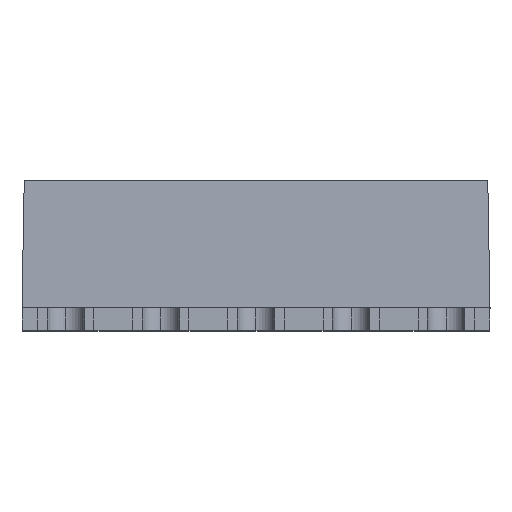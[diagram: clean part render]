
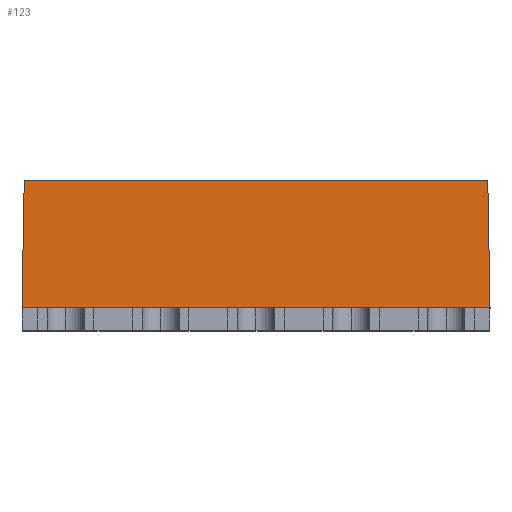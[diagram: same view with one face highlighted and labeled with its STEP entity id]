
A CAD part, top view. The second image highlights one B-rep face of the part: STEP entity #123.
In plain terms, the highlighted planar face has unit normal (0, 0.018, 1).
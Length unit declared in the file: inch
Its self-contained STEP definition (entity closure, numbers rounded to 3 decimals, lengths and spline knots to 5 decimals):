
#18 = FACE_OUTER_BOUND ( 'NONE', #2541, .T. ) ;
#82 = ORIENTED_EDGE ( 'NONE', *, *, #291, .T. ) ;
#123 = ADVANCED_FACE ( 'NONE', ( #18 ), #2111, .T. ) ;
#162 = EDGE_CURVE ( 'NONE', #2524, #538, #698, .T. ) ;
#168 = ORIENTED_EDGE ( 'NONE', *, *, #1488, .F. ) ;
#201 = DIRECTION ( 'NONE',  ( 0., 0.017, 1. ) ) ;
#291 = EDGE_CURVE ( 'NONE', #1823, #2604, #2400, .T. ) ;
#396 = DIRECTION ( 'NONE',  ( 0.017, -1., 0.017 ) ) ;
#538 = VERTEX_POINT ( 'NONE', #2635 ) ;
#559 = DIRECTION ( 'NONE',  ( -1., 0., 0. ) ) ;
#578 = CARTESIAN_POINT ( 'NONE',  ( -0.24606, 0.02362, 0.33465 ) ) ;
#698 = LINE ( 'NONE', #2730, #2740 ) ;
#702 = VECTOR ( 'NONE', #1246, 39.37008 ) ;
#768 = DIRECTION ( 'NONE',  ( -1., 0., 0. ) ) ;
#790 = ORIENTED_EDGE ( 'NONE', *, *, #2693, .T. ) ;
#836 = VECTOR ( 'NONE', #768, 39.37008 ) ;
#1023 = CARTESIAN_POINT ( 'NONE',  ( -0.24586, 0.0353, 0.33444 ) ) ;
#1163 = DIRECTION ( 'NONE',  ( 0., 1., -0.017 ) ) ;
#1246 = DIRECTION ( 'NONE',  ( -0.017, -1., 0.017 ) ) ;
#1459 = CARTESIAN_POINT ( 'NONE',  ( -0.24606, 0.02362, 0.33465 ) ) ;
#1488 = EDGE_CURVE ( 'NONE', #538, #2604, #2706, .T. ) ;
#1634 = CARTESIAN_POINT ( 'NONE',  ( -0.24606, 0.02362, 0.33465 ) ) ;
#1819 = CARTESIAN_POINT ( 'NONE',  ( -0.24373, 0.15748, 0.33231 ) ) ;
#1823 = VERTEX_POINT ( 'NONE', #1819 ) ;
#1935 = AXIS2_PLACEMENT_3D ( 'NONE', #1459, #201, #1163 ) ;
#1963 = LINE ( 'NONE', #2056, #836 ) ;
#2056 = CARTESIAN_POINT ( 'NONE',  ( 0., 0.15748, 0.33231 ) ) ;
#2111 = PLANE ( 'NONE',  #1935 ) ;
#2400 = LINE ( 'NONE', #1023, #702 ) ;
#2411 = ORIENTED_EDGE ( 'NONE', *, *, #162, .F. ) ;
#2462 = CARTESIAN_POINT ( 'NONE',  ( 0.24373, 0.15748, 0.33231 ) ) ;
#2524 = VERTEX_POINT ( 'NONE', #2462 ) ;
#2541 = EDGE_LOOP ( 'NONE', ( #168, #2411, #790, #82 ) ) ;
#2604 = VERTEX_POINT ( 'NONE', #1634 ) ;
#2631 = VECTOR ( 'NONE', #559, 39.37008 ) ;
#2635 = CARTESIAN_POINT ( 'NONE',  ( 0.24606, 0.02362, 0.33465 ) ) ;
#2693 = EDGE_CURVE ( 'NONE', #2524, #1823, #1963, .T. ) ;
#2706 = LINE ( 'NONE', #578, #2631 ) ;
#2730 = CARTESIAN_POINT ( 'NONE',  ( 0.24591, 0.03221, 0.3345 ) ) ;
#2740 = VECTOR ( 'NONE', #396, 39.37008 ) ;
